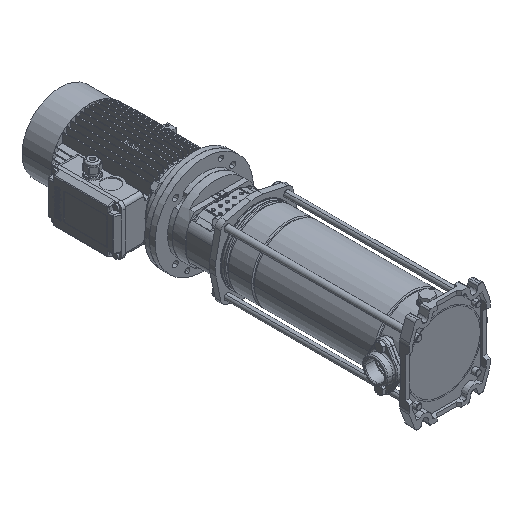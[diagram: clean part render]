
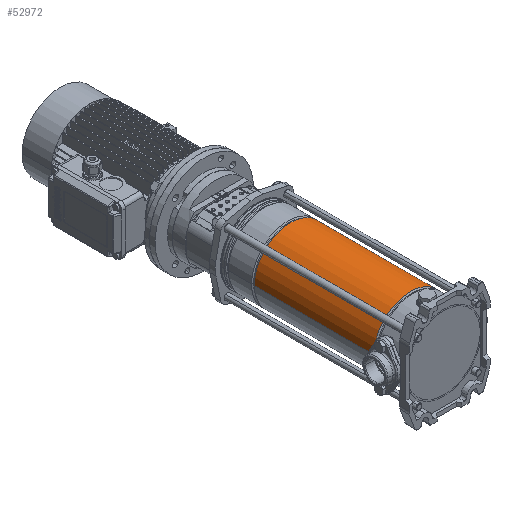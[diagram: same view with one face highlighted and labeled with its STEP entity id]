
A CAD part, isometric view. The second image highlights one B-rep face of the part: STEP entity #52972.
In plain terms, the highlighted cylindrical face has radius 74.4 mm (diameter 148.8 mm), a partial arc.
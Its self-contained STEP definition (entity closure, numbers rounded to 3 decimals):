
#156 = CARTESIAN_POINT ( 'NONE',  ( 74.4, 0., 311.164 ) ) ;
#889 = LINE ( 'NONE', #22290, #64856 ) ;
#3418 = DIRECTION ( 'NONE',  ( 0., 0., -1. ) ) ;
#6395 = EDGE_LOOP ( 'NONE', ( #38632, #27866, #22180, #27806 ) ) ;
#7641 = DIRECTION ( 'NONE',  ( -1., 0., 0. ) ) ;
#9961 = CARTESIAN_POINT ( 'NONE',  ( 74.4, 0., 67.336 ) ) ;
#12593 = DIRECTION ( 'NONE',  ( -1., 0., 0. ) ) ;
#14915 = EDGE_CURVE ( 'NONE', #55388, #19907, #25260, .T. ) ;
#15148 = AXIS2_PLACEMENT_3D ( 'NONE', #44517, #65836, #12593 ) ;
#19907 = VERTEX_POINT ( 'NONE', #30845 ) ;
#19988 = CARTESIAN_POINT ( 'NONE',  ( -74.4, 0., 0. ) ) ;
#20532 = AXIS2_PLACEMENT_3D ( 'NONE', #30097, #3418, #7641 ) ;
#22180 = ORIENTED_EDGE ( 'NONE', *, *, #14915, .T. ) ;
#22290 = CARTESIAN_POINT ( 'NONE',  ( 74.4, 0., 0. ) ) ;
#25260 = LINE ( 'NONE', #19988, #54222 ) ;
#27153 = CARTESIAN_POINT ( 'NONE',  ( 0., 0., 311.164 ) ) ;
#27806 = ORIENTED_EDGE ( 'NONE', *, *, #55449, .F. ) ;
#27866 = ORIENTED_EDGE ( 'NONE', *, *, #37919, .T. ) ;
#27920 = DIRECTION ( 'NONE',  ( 0., 0., -1. ) ) ;
#30097 = CARTESIAN_POINT ( 'NONE',  ( 0., 0., 0. ) ) ;
#30845 = CARTESIAN_POINT ( 'NONE',  ( -74.4, 0., 67.336 ) ) ;
#33689 = CARTESIAN_POINT ( 'NONE',  ( -74.4, 0., 311.164 ) ) ;
#34949 = AXIS2_PLACEMENT_3D ( 'NONE', #27153, #41885, #68808 ) ;
#37919 = EDGE_CURVE ( 'NONE', #49555, #55388, #51704, .T. ) ;
#38632 = ORIENTED_EDGE ( 'NONE', *, *, #48342, .F. ) ;
#39577 = CYLINDRICAL_SURFACE ( 'NONE', #20532, 74.4 ) ;
#41885 = DIRECTION ( 'NONE',  ( 0., 0., -1. ) ) ;
#44517 = CARTESIAN_POINT ( 'NONE',  ( 0., 0., 67.336 ) ) ;
#45947 = DIRECTION ( 'NONE',  ( 0., 0., -1. ) ) ;
#48342 = EDGE_CURVE ( 'NONE', #49555, #49438, #889, .T. ) ;
#49438 = VERTEX_POINT ( 'NONE', #9961 ) ;
#49555 = VERTEX_POINT ( 'NONE', #156 ) ;
#49878 = CIRCLE ( 'NONE', #15148, 74.4 ) ;
#51704 = CIRCLE ( 'NONE', #34949, 74.4 ) ;
#52972 = ADVANCED_FACE ( 'NONE', ( #61927 ), #39577, .T. ) ;
#54222 = VECTOR ( 'NONE', #45947, 1000. ) ;
#55388 = VERTEX_POINT ( 'NONE', #33689 ) ;
#55449 = EDGE_CURVE ( 'NONE', #49438, #19907, #49878, .T. ) ;
#61927 = FACE_OUTER_BOUND ( 'NONE', #6395, .T. ) ;
#64856 = VECTOR ( 'NONE', #27920, 1000. ) ;
#65836 = DIRECTION ( 'NONE',  ( 0., 0., -1. ) ) ;
#68808 = DIRECTION ( 'NONE',  ( -1., 0., 0. ) ) ;
